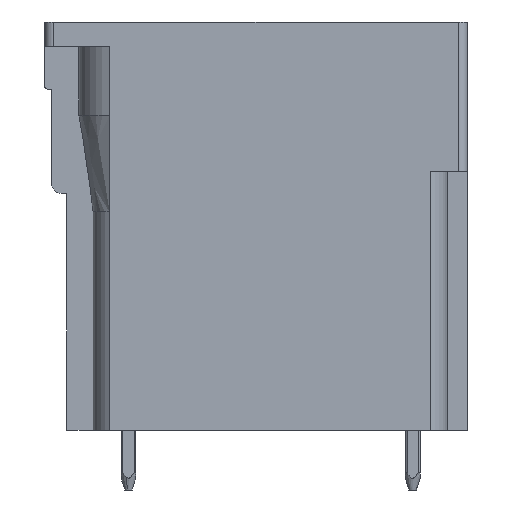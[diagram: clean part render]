
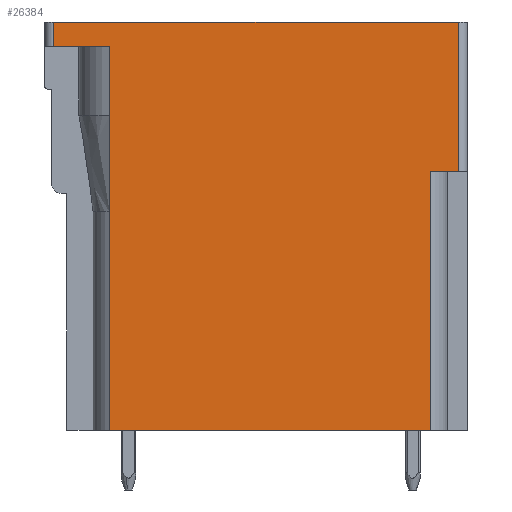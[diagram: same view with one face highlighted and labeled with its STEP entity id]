
A CAD part, left-side view. The second image highlights one B-rep face of the part: STEP entity #26384.
In plain terms, the highlighted planar face has unit normal (-1, 0, 0).
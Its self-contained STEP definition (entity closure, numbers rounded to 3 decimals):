
#26360=AXIS2_PLACEMENT_3D('Plane Axis2P3D',#26357,#26358,#26359) ;
#110=CARTESIAN_POINT('Vertex',(0.,22.2,25.1)) ;
#113=CARTESIAN_POINT('Line Origine',(0.,11.35,25.1)) ;
#117=CARTESIAN_POINT('Vertex',(0.,0.5,25.1)) ;
#3223=CARTESIAN_POINT('Vertex',(0.,2.,3.2)) ;
#3239=CARTESIAN_POINT('Vertex',(0.,2.,17.1)) ;
#3242=CARTESIAN_POINT('Line Origine',(0.,2.,10.15)) ;
#21023=CARTESIAN_POINT('Vertex',(0.,0.5,17.1)) ;
#21026=CARTESIAN_POINT('Line Origine',(0.,1.25,17.1)) ;
#25492=CARTESIAN_POINT('Line Origine',(0.,0.5,14.15)) ;
#25944=CARTESIAN_POINT('Line Origine',(0.,10.6,3.2)) ;
#25948=CARTESIAN_POINT('Vertex',(0.,19.2,3.2)) ;
#26338=CARTESIAN_POINT('Line Origine',(0.,22.2,14.15)) ;
#26342=CARTESIAN_POINT('Vertex',(0.,22.2,23.8)) ;
#26357=CARTESIAN_POINT('Axis2P3D Location',(0.,0.,0.)) ;
#26362=CARTESIAN_POINT('Line Origine',(0.,20.7,23.8)) ;
#26366=CARTESIAN_POINT('Vertex',(0.,19.2,23.8)) ;
#26369=CARTESIAN_POINT('Line Origine',(0.,19.2,13.5)) ;
#114=DIRECTION('Vector Direction',(0.,-1.,0.)) ;
#3243=DIRECTION('Vector Direction',(0.,0.,1.)) ;
#21027=DIRECTION('Vector Direction',(0.,-1.,0.)) ;
#25493=DIRECTION('Vector Direction',(0.,0.,1.)) ;
#25945=DIRECTION('Vector Direction',(0.,-1.,0.)) ;
#26339=DIRECTION('Vector Direction',(0.,0.,1.)) ;
#26358=DIRECTION('Axis2P3D Direction',(-1.,0.,0.)) ;
#26359=DIRECTION('Axis2P3D XDirection',(0.,0.,1.)) ;
#26363=DIRECTION('Vector Direction',(0.,-1.,0.)) ;
#26370=DIRECTION('Vector Direction',(0.,0.,1.)) ;
#115=VECTOR('Line Direction',#114,1.) ;
#3244=VECTOR('Line Direction',#3243,1.) ;
#21028=VECTOR('Line Direction',#21027,1.) ;
#25494=VECTOR('Line Direction',#25493,1.) ;
#25946=VECTOR('Line Direction',#25945,1.) ;
#26340=VECTOR('Line Direction',#26339,1.) ;
#26364=VECTOR('Line Direction',#26363,1.) ;
#26371=VECTOR('Line Direction',#26370,1.) ;
#26375=ORIENTED_EDGE('',*,*,#25950,.T.) ;
#26376=ORIENTED_EDGE('',*,*,#3246,.T.) ;
#26377=ORIENTED_EDGE('',*,*,#21030,.F.) ;
#26378=ORIENTED_EDGE('',*,*,#25496,.T.) ;
#26379=ORIENTED_EDGE('',*,*,#119,.T.) ;
#26380=ORIENTED_EDGE('',*,*,#26344,.T.) ;
#26381=ORIENTED_EDGE('',*,*,#26368,.F.) ;
#26382=ORIENTED_EDGE('',*,*,#26373,.F.) ;
#26384=ADVANCED_FACE('HOUSING',(#26383),#26361,.T.) ;
#119=EDGE_CURVE('',#118,#111,#116,.F.) ;
#3246=EDGE_CURVE('',#3224,#3240,#3245,.T.) ;
#21030=EDGE_CURVE('',#21024,#3240,#21029,.F.) ;
#25496=EDGE_CURVE('',#21024,#118,#25495,.T.) ;
#25950=EDGE_CURVE('',#25949,#3224,#25947,.T.) ;
#26344=EDGE_CURVE('',#111,#26343,#26341,.F.) ;
#26368=EDGE_CURVE('',#26367,#26343,#26365,.F.) ;
#26373=EDGE_CURVE('',#25949,#26367,#26372,.T.) ;
#26374=EDGE_LOOP('',(#26375,#26376,#26377,#26378,#26379,#26380,#26381,#26382)) ;
#26383=FACE_OUTER_BOUND('',#26374,.T.) ;
#116=LINE('Line',#113,#115) ;
#3245=LINE('Line',#3242,#3244) ;
#21029=LINE('Line',#21026,#21028) ;
#25495=LINE('Line',#25492,#25494) ;
#25947=LINE('Line',#25944,#25946) ;
#26341=LINE('Line',#26338,#26340) ;
#26365=LINE('Line',#26362,#26364) ;
#26372=LINE('Line',#26369,#26371) ;
#26361=PLANE('',#26360) ;
#111=VERTEX_POINT('',#110) ;
#118=VERTEX_POINT('',#117) ;
#3224=VERTEX_POINT('',#3223) ;
#3240=VERTEX_POINT('',#3239) ;
#21024=VERTEX_POINT('',#21023) ;
#25949=VERTEX_POINT('',#25948) ;
#26343=VERTEX_POINT('',#26342) ;
#26367=VERTEX_POINT('',#26366) ;
